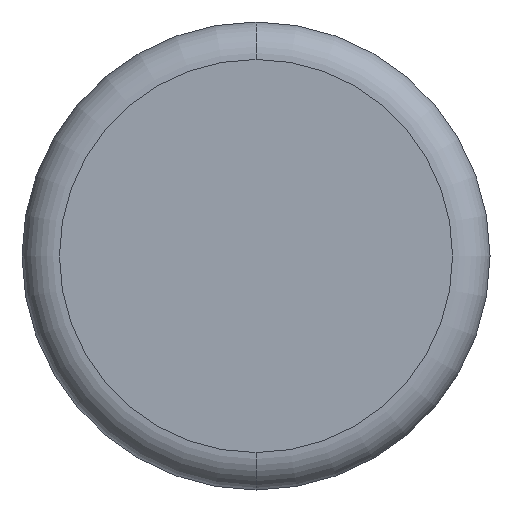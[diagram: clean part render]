
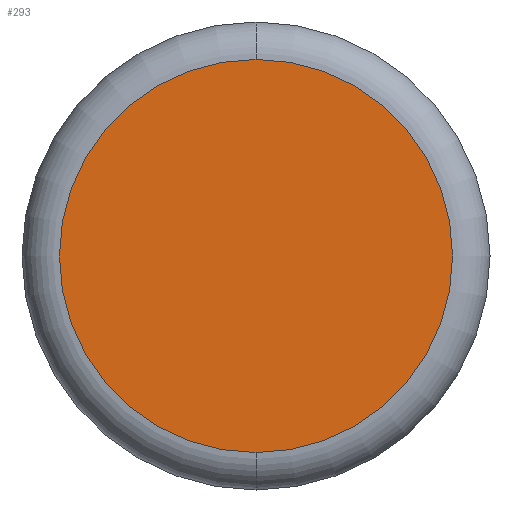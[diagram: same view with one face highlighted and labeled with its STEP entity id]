
A CAD part, front view. The second image highlights one B-rep face of the part: STEP entity #293.
In plain terms, the highlighted planar face has unit normal (0, -1, 0).
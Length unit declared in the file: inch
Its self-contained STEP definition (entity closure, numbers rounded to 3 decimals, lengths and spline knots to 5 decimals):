
#2 = EDGE_CURVE ( 'NONE', #148, #13, #377, .T. ) ;
#13 = VERTEX_POINT ( 'NONE', #167 ) ;
#16 = DIRECTION ( 'NONE',  ( 0., -1., 0. ) ) ;
#39 = ORIENTED_EDGE ( 'NONE', *, *, #2, .T. ) ;
#47 = AXIS2_PLACEMENT_3D ( 'NONE', #291, #16, #388 ) ;
#71 = DIRECTION ( 'NONE',  ( 0., -1., 0. ) ) ;
#99 = CIRCLE ( 'NONE', #47, 0.105 ) ;
#108 = FACE_OUTER_BOUND ( 'NONE', #382, .T. ) ;
#123 = ORIENTED_EDGE ( 'NONE', *, *, #179, .T. ) ;
#148 = VERTEX_POINT ( 'NONE', #360 ) ;
#162 = AXIS2_PLACEMENT_3D ( 'NONE', #230, #71, #362 ) ;
#167 = CARTESIAN_POINT ( 'NONE',  ( 0., 0., -0.105 ) ) ;
#179 = EDGE_CURVE ( 'NONE', #13, #148, #99, .T. ) ;
#230 = CARTESIAN_POINT ( 'NONE',  ( 0., 0., 0. ) ) ;
#232 = AXIS2_PLACEMENT_3D ( 'NONE', #305, #237, #311 ) ;
#236 = PLANE ( 'NONE',  #232 ) ;
#237 = DIRECTION ( 'NONE',  ( 0., -1., 0. ) ) ;
#291 = CARTESIAN_POINT ( 'NONE',  ( 0., 0., 0. ) ) ;
#293 = ADVANCED_FACE ( 'NONE', ( #108 ), #236, .T. ) ;
#305 = CARTESIAN_POINT ( 'NONE',  ( 0., 0., 0. ) ) ;
#311 = DIRECTION ( 'NONE',  ( 0., 0., -1. ) ) ;
#360 = CARTESIAN_POINT ( 'NONE',  ( 0., 0., 0.105 ) ) ;
#362 = DIRECTION ( 'NONE',  ( 0., 0., -1. ) ) ;
#377 = CIRCLE ( 'NONE', #162, 0.105 ) ;
#382 = EDGE_LOOP ( 'NONE', ( #123, #39 ) ) ;
#388 = DIRECTION ( 'NONE',  ( 0., 0., -1. ) ) ;
